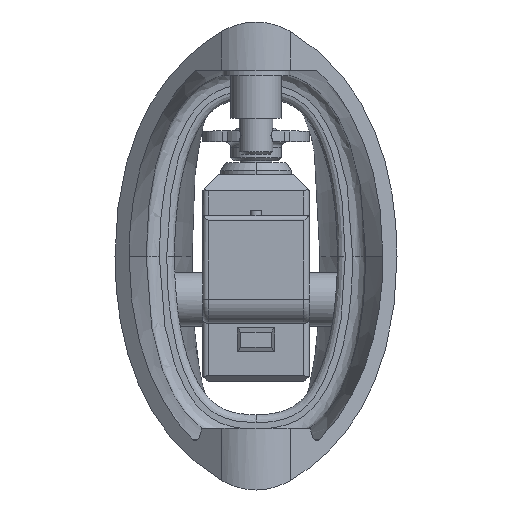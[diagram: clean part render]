
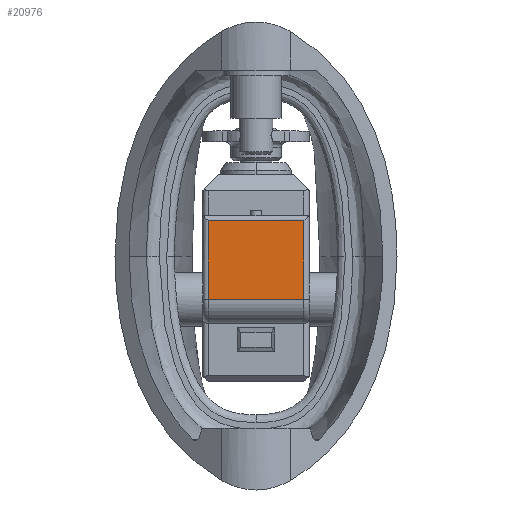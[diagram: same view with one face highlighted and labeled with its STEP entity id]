
A CAD part, top view. The second image highlights one B-rep face of the part: STEP entity #20976.
In plain terms, the highlighted planar face has unit normal (0, 0, 1).
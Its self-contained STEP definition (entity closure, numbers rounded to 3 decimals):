
#2877=DIRECTION('',(1.,0.,0.));
#2878=VECTOR('',#2877,18.);
#2879=CARTESIAN_POINT('',(-9.,-8.03,-433.75));
#2880=LINE('',#2879,#2878);
#5964=DIRECTION('',(0.,1.,0.));
#5965=VECTOR('',#5964,14.78);
#5966=CARTESIAN_POINT('',(-9.,-8.03,-433.75));
#5967=LINE('',#5966,#5965);
#5968=DIRECTION('',(1.,0.,0.));
#5969=VECTOR('',#5968,18.);
#5970=CARTESIAN_POINT('',(-9.,6.75,-433.75));
#5971=LINE('',#5970,#5969);
#5972=DIRECTION('',(0.,-1.,0.));
#5973=VECTOR('',#5972,14.78);
#5974=CARTESIAN_POINT('',(9.,6.75,-433.75));
#5975=LINE('',#5974,#5973);
#10831=CARTESIAN_POINT('',(-9.,-8.03,-433.75));
#10832=CARTESIAN_POINT('',(-9.,6.75,-433.75));
#10833=VERTEX_POINT('',#10831);
#10834=VERTEX_POINT('',#10832);
#10839=CARTESIAN_POINT('',(9.,6.75,-433.75));
#10840=VERTEX_POINT('',#10839);
#10841=CARTESIAN_POINT('',(9.,-8.03,-433.75));
#10842=VERTEX_POINT('',#10841);
#20964=CARTESIAN_POINT('',(0.,7.75,-433.75));
#20965=DIRECTION('',(0.,0.,1.));
#20966=DIRECTION('',(0.,-1.,0.));
#20967=AXIS2_PLACEMENT_3D('',#20964,#20965,#20966);
#20968=PLANE('',#20967);
#20969=ORIENTED_EDGE('',*,*,#15674,.T.);
#20971=ORIENTED_EDGE('',*,*,#20970,.T.);
#20972=ORIENTED_EDGE('',*,*,#16096,.T.);
#20973=ORIENTED_EDGE('',*,*,#16126,.F.);
#20974=EDGE_LOOP('',(#20969,#20971,#20972,#20973));
#20975=FACE_OUTER_BOUND('',#20974,.F.);
#20976=ADVANCED_FACE('',(#20975),#20968,.T.);
#15674=EDGE_CURVE('',#10833,#10834,#5967,.T.);
#16096=EDGE_CURVE('',#10840,#10842,#5975,.T.);
#16126=EDGE_CURVE('',#10833,#10842,#2880,.T.);
#20970=EDGE_CURVE('',#10834,#10840,#5971,.T.);
